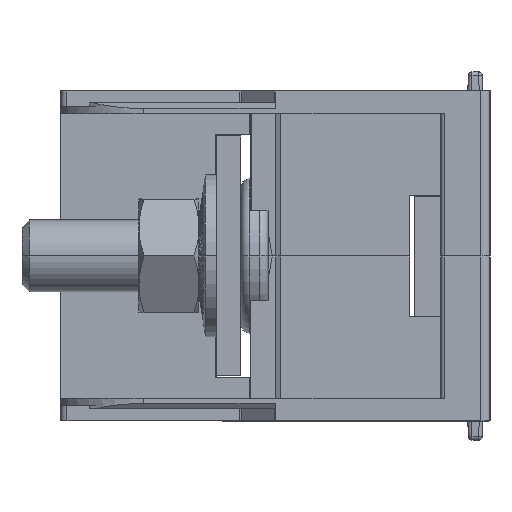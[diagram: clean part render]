
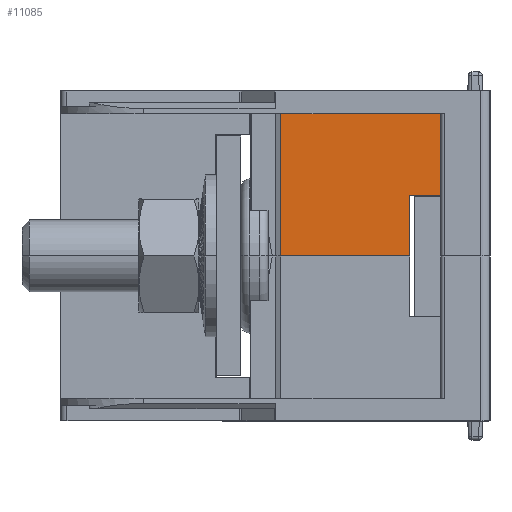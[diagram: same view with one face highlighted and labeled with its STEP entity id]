
A CAD part, left-side view. The second image highlights one B-rep face of the part: STEP entity #11085.
In plain terms, the highlighted planar face has unit normal (-1, 0, 0).
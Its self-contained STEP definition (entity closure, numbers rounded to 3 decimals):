
#11085=ADVANCED_FACE('',(#13524),#12531,.F.);
#12531=PLANE('',#38068);
#13524=FACE_OUTER_BOUND('',#14961,.T.);
#14961=EDGE_LOOP('',(#17767,#17768,#17769,#17770,#17771,#17772));
#17767=ORIENTED_EDGE('',*,*,#28498,.F.);
#17768=ORIENTED_EDGE('',*,*,#28527,.F.);
#17769=ORIENTED_EDGE('',*,*,#28198,.F.);
#17770=ORIENTED_EDGE('',*,*,#28528,.T.);
#17771=ORIENTED_EDGE('',*,*,#28529,.T.);
#17772=ORIENTED_EDGE('',*,*,#28530,.F.);
#25478=VERTEX_POINT('',#47837);
#25479=VERTEX_POINT('',#47838);
#25693=VERTEX_POINT('',#48476);
#25694=VERTEX_POINT('',#48478);
#25716=VERTEX_POINT('',#48564);
#25717=VERTEX_POINT('',#48566);
#28198=EDGE_CURVE('',#25478,#25479,#32293,.T.);
#28498=EDGE_CURVE('',#25693,#25694,#32556,.T.);
#28527=EDGE_CURVE('',#25479,#25693,#32581,.T.);
#28528=EDGE_CURVE('',#25478,#25716,#32582,.T.);
#28529=EDGE_CURVE('',#25716,#25717,#32583,.T.);
#28530=EDGE_CURVE('',#25694,#25717,#32584,.T.);
#32293=LINE('',#47836,#35147);
#32556=LINE('',#48477,#35410);
#32581=LINE('',#48561,#35435);
#32582=LINE('',#48563,#35436);
#32583=LINE('',#48565,#35437);
#32584=LINE('',#48567,#35438);
#35147=VECTOR('',#40316,1.);
#35410=VECTOR('',#40811,1.);
#35435=VECTOR('',#40850,1.);
#35436=VECTOR('',#40853,1.);
#35437=VECTOR('',#40854,1.);
#35438=VECTOR('',#40855,1.);
#38068=AXIS2_PLACEMENT_3D('',#48568,#40856,#40857);
#40316=DIRECTION('',(0.,1.,0.));
#40811=DIRECTION('',(0.,-1.,0.));
#40850=DIRECTION('',(0.,0.,1.));
#40853=DIRECTION('',(0.,0.,1.));
#40854=DIRECTION('',(0.,-1.,0.));
#40855=DIRECTION('',(0.,0.,-1.));
#40856=DIRECTION('',(1.,0.,0.));
#40857=DIRECTION('',(0.,1.,0.));
#47836=CARTESIAN_POINT('',(-39.8,7.4,27.5));
#47837=CARTESIAN_POINT('',(-39.8,7.4,27.5));
#47838=CARTESIAN_POINT('',(-39.8,28.914,27.5));
#48476=CARTESIAN_POINT('',(-39.8,28.914,51.2));
#48477=CARTESIAN_POINT('',(-39.8,28.914,51.2));
#48478=CARTESIAN_POINT('',(-39.8,2.2,51.2));
#48561=CARTESIAN_POINT('',(-39.8,28.914,27.5));
#48563=CARTESIAN_POINT('',(-39.8,7.4,27.5));
#48564=CARTESIAN_POINT('',(-39.8,7.4,37.6));
#48565=CARTESIAN_POINT('',(-39.8,7.4,37.6));
#48566=CARTESIAN_POINT('',(-39.8,2.2,37.6));
#48567=CARTESIAN_POINT('',(-39.8,2.2,51.2));
#48568=CARTESIAN_POINT('',(-39.8,28.914,27.5));
